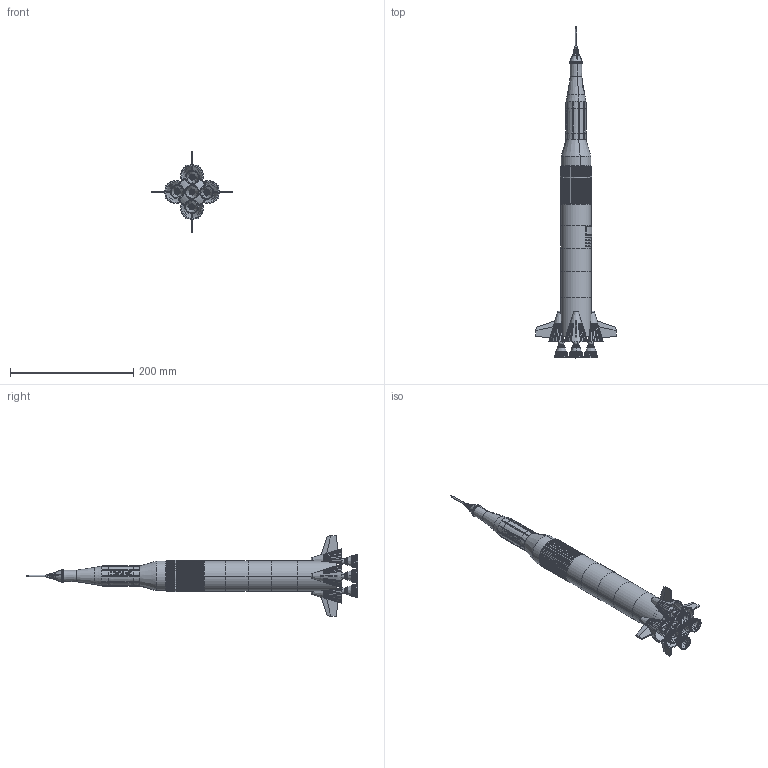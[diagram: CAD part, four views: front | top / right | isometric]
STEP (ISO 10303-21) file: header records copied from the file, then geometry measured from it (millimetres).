
FILE_DESCRIPTION (( 'STEP AP214' ), '1' );
FILE_NAME ('ASSEMBLED_Rocket.STEP', '2024-02-06T01:02:17', ( 'admin' ), ( '' ), 'SwSTEP 2.0', 'SolidWorks 2023', '' );
FILE_SCHEMA (( 'AUTOMOTIVE_DESIGN' ));
Length unit declared in the file: millimetre
Products named in the file (10): nozzle overlay; nozzle wing; silicone_TUBE; ASSEMBLED_Rocket; FUEL system; fuel_t; nozzle; rocket_middlepart; ender; fuel_pipe
Assembly tree (23 placements, depth 2):
  ASSEMBLED_Rocket
    silicone_TUBE
    nozzle overlay  x4
    nozzle wing  x4
    ender
    FUEL system  x5
    fuel_pipe
    fuel_t
    rocket_middlepart
    nozzle  x5
Bounding box: 131.96 x 539.28 x 131.96 mm (x, y, z)
Volume: 181294.3 mm3; surface area: 176684 mm2
Topology: 34 solids, 34 shells, 1496 faces, 4205 edges, 2723 vertices
Faces by surface type: bspline 512, plane 458, cylinder 286, torus 163, cone 57, sphere 20
Entity records: 39718 total; most frequent: CARTESIAN_POINT 18427, ORIENTED_EDGE 4872, DIRECTION 3755, EDGE_CURVE 2436, VERTEX_POINT 1597, AXIS2_PLACEMENT_3D 1386, LINE 983, VECTOR 983
